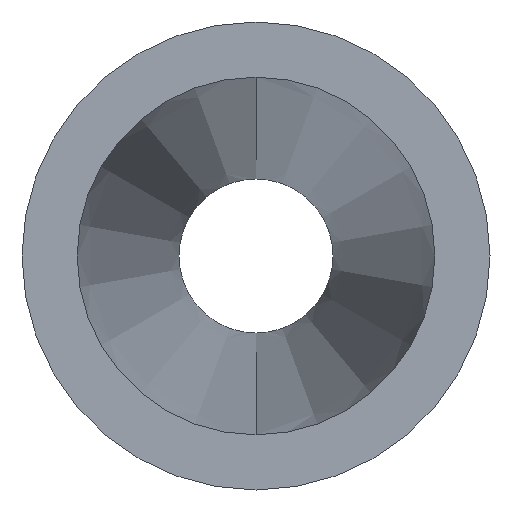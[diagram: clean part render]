
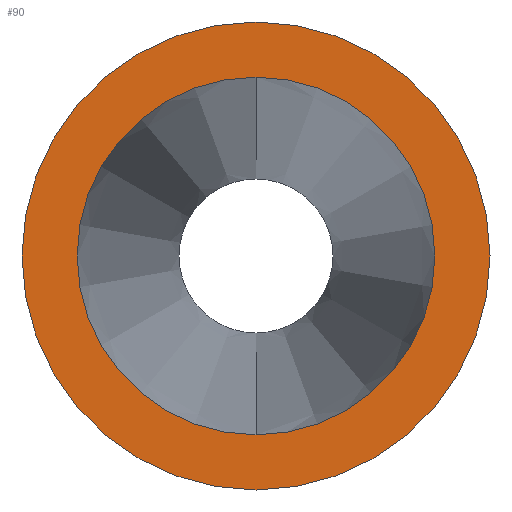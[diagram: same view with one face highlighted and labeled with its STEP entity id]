
A CAD part, front view. The second image highlights one B-rep face of the part: STEP entity #90.
In plain terms, the highlighted planar face has unit normal (0, -1, 0).
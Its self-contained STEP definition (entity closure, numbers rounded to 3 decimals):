
#6 = EDGE_CURVE ( 'NONE', #56, #112, #150, .T. ) ;
#7 = DIRECTION ( 'NONE',  ( 0., 1., 0. ) ) ;
#9 = VERTEX_POINT ( 'NONE', #124 ) ;
#17 = CARTESIAN_POINT ( 'NONE',  ( 0., 0., 0. ) ) ;
#20 = ORIENTED_EDGE ( 'NONE', *, *, #6, .T. ) ;
#23 = ORIENTED_EDGE ( 'NONE', *, *, #164, .F. ) ;
#28 = DIRECTION ( 'NONE',  ( 0., 0., 1. ) ) ;
#29 = DIRECTION ( 'NONE',  ( 0., 1., 0. ) ) ;
#33 = CIRCLE ( 'NONE', #103, 3.25 ) ;
#35 = ORIENTED_EDGE ( 'NONE', *, *, #194, .F. ) ;
#41 = PLANE ( 'NONE',  #132 ) ;
#51 = CIRCLE ( 'NONE', #70, 4.253 ) ;
#52 = VERTEX_POINT ( 'NONE', #61 ) ;
#56 = VERTEX_POINT ( 'NONE', #182 ) ;
#59 = FACE_BOUND ( 'NONE', #155, .T. ) ;
#61 = CARTESIAN_POINT ( 'NONE',  ( 0., 0., -4.253 ) ) ;
#70 = AXIS2_PLACEMENT_3D ( 'NONE', #120, #29, #169 ) ;
#76 = FACE_OUTER_BOUND ( 'NONE', #178, .T. ) ;
#77 = EDGE_CURVE ( 'NONE', #112, #56, #33, .T. ) ;
#83 = AXIS2_PLACEMENT_3D ( 'NONE', #140, #7, #143 ) ;
#90 = ADVANCED_FACE ( 'NONE', ( #76, #59 ), #41, .F. ) ;
#103 = AXIS2_PLACEMENT_3D ( 'NONE', #107, #171, #28 ) ;
#106 = ORIENTED_EDGE ( 'NONE', *, *, #77, .T. ) ;
#107 = CARTESIAN_POINT ( 'NONE',  ( 0., 0., 0. ) ) ;
#110 = AXIS2_PLACEMENT_3D ( 'NONE', #17, #198, #148 ) ;
#112 = VERTEX_POINT ( 'NONE', #187 ) ;
#120 = CARTESIAN_POINT ( 'NONE',  ( 0., 0., 0. ) ) ;
#122 = CARTESIAN_POINT ( 'NONE',  ( 0., 0., 0. ) ) ;
#124 = CARTESIAN_POINT ( 'NONE',  ( 0., 0., 4.253 ) ) ;
#132 = AXIS2_PLACEMENT_3D ( 'NONE', #122, #139, #184 ) ;
#139 = DIRECTION ( 'NONE',  ( 0., 1., 0. ) ) ;
#140 = CARTESIAN_POINT ( 'NONE',  ( 0., 0., 0. ) ) ;
#143 = DIRECTION ( 'NONE',  ( 0., 0., 1. ) ) ;
#146 = CIRCLE ( 'NONE', #110, 4.253 ) ;
#148 = DIRECTION ( 'NONE',  ( 0., 0., 1. ) ) ;
#150 = CIRCLE ( 'NONE', #83, 3.25 ) ;
#155 = EDGE_LOOP ( 'NONE', ( #106, #20 ) ) ;
#164 = EDGE_CURVE ( 'NONE', #52, #9, #51, .T. ) ;
#169 = DIRECTION ( 'NONE',  ( 0., 0., 1. ) ) ;
#171 = DIRECTION ( 'NONE',  ( 0., 1., 0. ) ) ;
#178 = EDGE_LOOP ( 'NONE', ( #23, #35 ) ) ;
#182 = CARTESIAN_POINT ( 'NONE',  ( 0., 0., 3.25 ) ) ;
#184 = DIRECTION ( 'NONE',  ( 0., 0., 1. ) ) ;
#187 = CARTESIAN_POINT ( 'NONE',  ( 0., 0., -3.25 ) ) ;
#194 = EDGE_CURVE ( 'NONE', #9, #52, #146, .T. ) ;
#198 = DIRECTION ( 'NONE',  ( 0., 1., 0. ) ) ;
